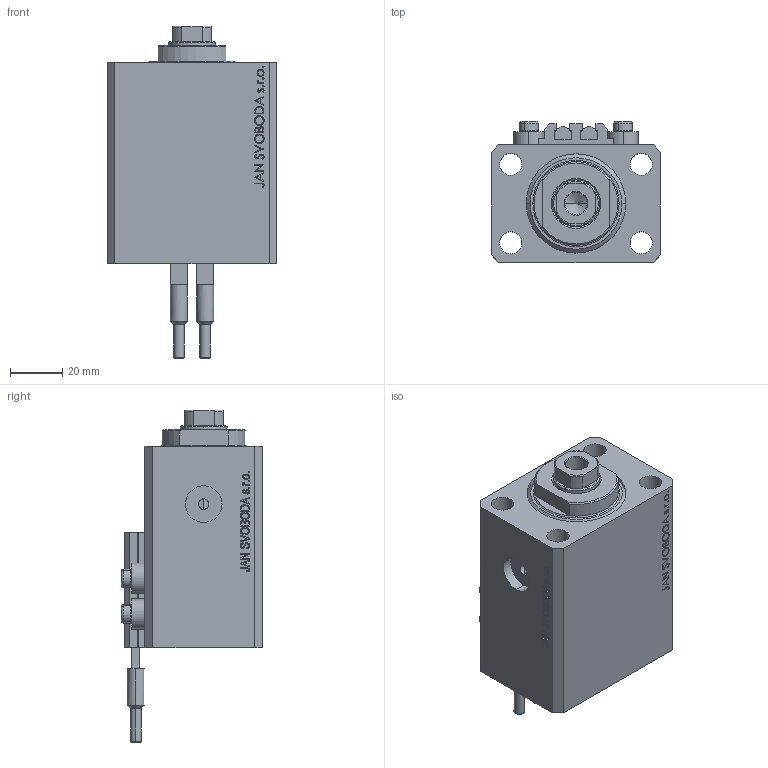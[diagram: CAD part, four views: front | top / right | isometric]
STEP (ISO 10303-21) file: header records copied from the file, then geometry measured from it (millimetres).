
FILE_DESCRIPTION (( 'STEP AP203' ), '1' );
FILE_NAME ('c7a1.STEP', '2024-01-06T10:34:05', ( '' ), ( '' ), 'SwSTEP 2.0', 'SolidWorks 2019', '' );
FILE_SCHEMA (( 'CONFIG_CONTROL_DESIGN' ));
Length unit declared in the file: millimetre
Products named in the file (6): V250CE_VC_C c15e1d70cbae603bb0f5a972e9d8908d; c7a1; V250CE_C_Body c15e1d70cbae603bb0f5a972e9d8908d; SWITCH_V250CE c15e1d70cbae603bb0f5a972e9d8908d; ALLEN BOLT V250CE c15e1d70cbae603bb0f5a972e9d8908d; V250CE_C_VCP c15e1d70cbae603bb0f5a972e9d8908d
Assembly tree (9 placements, depth 2):
  c7a1
    V250CE_C_Body c15e1d70cbae603bb0f5a972e9d8908d
    ALLEN BOLT V250CE c15e1d70cbae603bb0f5a972e9d8908d  x4
    V250CE_C_VCP c15e1d70cbae603bb0f5a972e9d8908d
    V250CE_VC_C c15e1d70cbae603bb0f5a972e9d8908d
    SWITCH_V250CE c15e1d70cbae603bb0f5a972e9d8908d  x2
Bounding box: 65 x 54 x 127 mm (x, y, z)
Volume: 215073.7 mm3; surface area: 60430.4 mm2
Topology: 10 solids, 10 shells, 1094 faces, 2728 edges, 1771 vertices
Faces by surface type: plane 536, bspline 374, cylinder 104, cone 62, torus 18
Entity records: 48293 total; most frequent: CARTESIAN_POINT 26054, ORIENTED_EDGE 5038, DIRECTION 3203, EDGE_CURVE 2519, VERTEX_POINT 1657, VECTOR 1523, LINE 1523, EDGE_LOOP 1118
